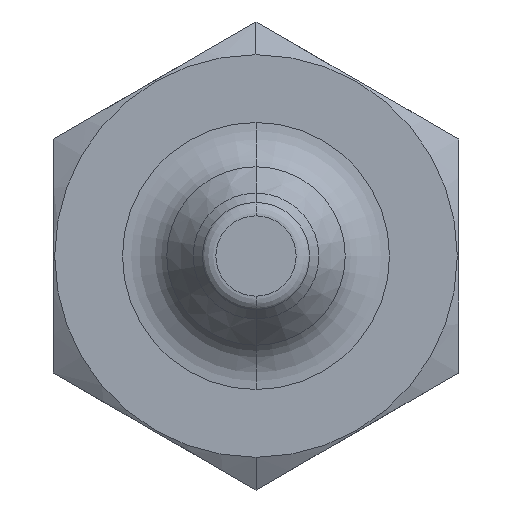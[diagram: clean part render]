
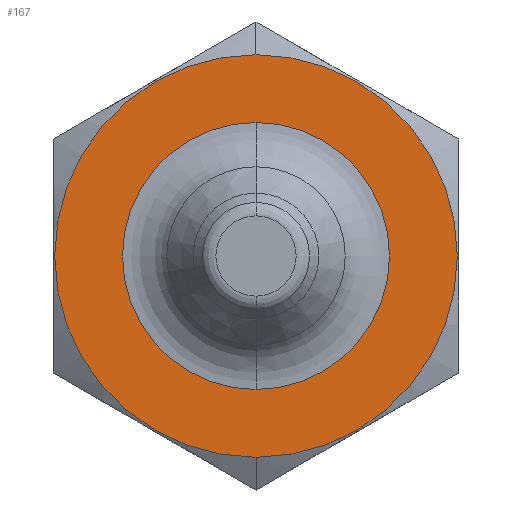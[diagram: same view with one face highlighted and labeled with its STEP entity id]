
A CAD part, front view. The second image highlights one B-rep face of the part: STEP entity #167.
In plain terms, the highlighted planar face has unit normal (0, -1, 0).
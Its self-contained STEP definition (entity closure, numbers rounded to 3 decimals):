
#4 = VERTEX_POINT ( 'NONE', #269 ) ;
#8 = AXIS2_PLACEMENT_3D ( 'NONE', #630, #626, #311 ) ;
#14 = EDGE_CURVE ( 'NONE', #318, #170, #406, .T. ) ;
#40 = DIRECTION ( 'NONE',  ( 0., -1., 0. ) ) ;
#53 = EDGE_CURVE ( 'NONE', #4, #405, #342, .T. ) ;
#63 = PLANE ( 'NONE',  #8 ) ;
#80 = CIRCLE ( 'NONE', #529, 1.977 ) ;
#85 = AXIS2_PLACEMENT_3D ( 'NONE', #539, #344, #287 ) ;
#87 = ORIENTED_EDGE ( 'NONE', *, *, #347, .F. ) ;
#110 = CARTESIAN_POINT ( 'NONE',  ( 0., 1.2, 0. ) ) ;
#167 = ADVANCED_FACE ( 'NONE', ( #317, #794 ), #63, .T. ) ;
#170 = VERTEX_POINT ( 'NONE', #875 ) ;
#206 = DIRECTION ( 'NONE',  ( 0., -1., 0. ) ) ;
#212 = CARTESIAN_POINT ( 'NONE',  ( 0., 1.2, 2.98 ) ) ;
#269 = CARTESIAN_POINT ( 'NONE',  ( 0., 1.2, -2.98 ) ) ;
#287 = DIRECTION ( 'NONE',  ( 0., 0., -1. ) ) ;
#311 = DIRECTION ( 'NONE',  ( 0., 0., -1. ) ) ;
#317 = FACE_OUTER_BOUND ( 'NONE', #323, .T. ) ;
#318 = VERTEX_POINT ( 'NONE', #465 ) ;
#321 = EDGE_CURVE ( 'NONE', #405, #4, #882, .T. ) ;
#323 = EDGE_LOOP ( 'NONE', ( #570, #462 ) ) ;
#342 = CIRCLE ( 'NONE', #935, 2.98 ) ;
#344 = DIRECTION ( 'NONE',  ( 0., -1., 0. ) ) ;
#347 = EDGE_CURVE ( 'NONE', #170, #318, #80, .T. ) ;
#364 = DIRECTION ( 'NONE',  ( 0., -1., 0. ) ) ;
#405 = VERTEX_POINT ( 'NONE', #212 ) ;
#406 = CIRCLE ( 'NONE', #85, 1.977 ) ;
#425 = AXIS2_PLACEMENT_3D ( 'NONE', #1015, #364, #839 ) ;
#462 = ORIENTED_EDGE ( 'NONE', *, *, #53, .T. ) ;
#465 = CARTESIAN_POINT ( 'NONE',  ( 0., 1.2, -1.977 ) ) ;
#529 = AXIS2_PLACEMENT_3D ( 'NONE', #110, #206, #621 ) ;
#533 = CARTESIAN_POINT ( 'NONE',  ( 0., 1.2, 0. ) ) ;
#539 = CARTESIAN_POINT ( 'NONE',  ( 0., 1.2, 0. ) ) ;
#570 = ORIENTED_EDGE ( 'NONE', *, *, #321, .T. ) ;
#614 = DIRECTION ( 'NONE',  ( 0., 0., -1. ) ) ;
#621 = DIRECTION ( 'NONE',  ( 0., 0., -1. ) ) ;
#626 = DIRECTION ( 'NONE',  ( 0., -1., 0. ) ) ;
#630 = CARTESIAN_POINT ( 'NONE',  ( 1.977, 1.2, 0. ) ) ;
#794 = FACE_BOUND ( 'NONE', #1019, .T. ) ;
#839 = DIRECTION ( 'NONE',  ( 0., 0., -1. ) ) ;
#875 = CARTESIAN_POINT ( 'NONE',  ( 0., 1.2, 1.977 ) ) ;
#882 = CIRCLE ( 'NONE', #425, 2.98 ) ;
#883 = ORIENTED_EDGE ( 'NONE', *, *, #14, .F. ) ;
#935 = AXIS2_PLACEMENT_3D ( 'NONE', #533, #40, #614 ) ;
#1015 = CARTESIAN_POINT ( 'NONE',  ( 0., 1.2, 0. ) ) ;
#1019 = EDGE_LOOP ( 'NONE', ( #883, #87 ) ) ;
